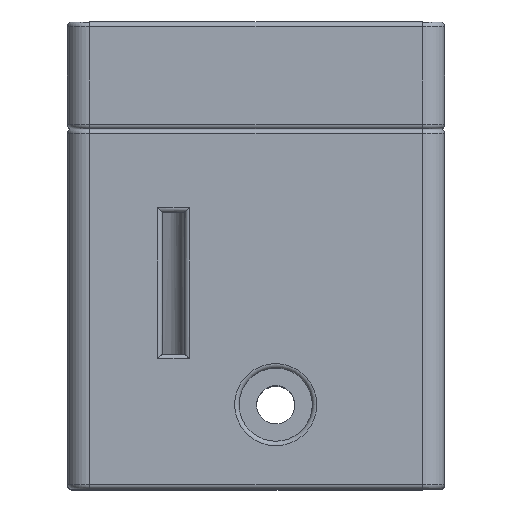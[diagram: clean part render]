
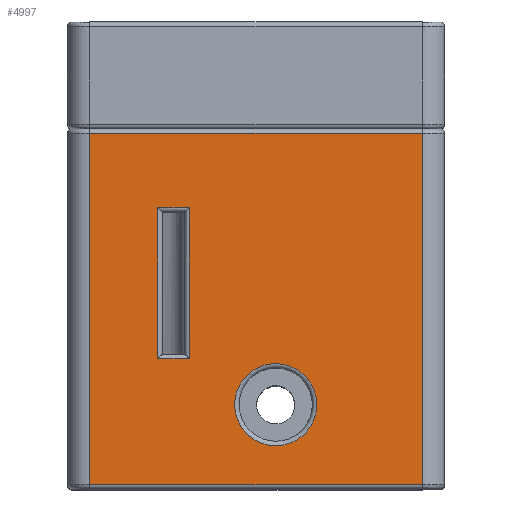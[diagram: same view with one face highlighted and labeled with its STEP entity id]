
A CAD part, top view. The second image highlights one B-rep face of the part: STEP entity #4997.
In plain terms, the highlighted planar face has unit normal (0, 0, 1).
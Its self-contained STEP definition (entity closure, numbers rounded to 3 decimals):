
#307=FACE_BOUND('',#1420,.T.);
#308=FACE_BOUND('',#1421,.T.);
#345=LINE('',#7881,#676);
#346=LINE('',#7883,#677);
#347=LINE('',#7885,#678);
#348=LINE('',#7886,#679);
#349=LINE('',#7889,#680);
#350=LINE('',#7891,#681);
#351=LINE('',#7893,#682);
#352=LINE('',#7894,#683);
#676=VECTOR('',#6113,10.);
#677=VECTOR('',#6114,10.);
#678=VECTOR('',#6115,10.);
#679=VECTOR('',#6116,10.);
#680=VECTOR('',#6117,10.);
#681=VECTOR('',#6118,10.);
#682=VECTOR('',#6119,10.);
#683=VECTOR('',#6120,10.);
#1002=PLANE('',#5365);
#1077=FACE_OUTER_BOUND('',#1419,.T.);
#1419=EDGE_LOOP('',(#3400,#3401,#3402,#3403));
#1420=EDGE_LOOP('',(#3404,#3405,#3406,#3407));
#1421=EDGE_LOOP('',(#3408));
#1793=CIRCLE('',#5361,3.65);
#2161=VERTEX_POINT('',#7871);
#2164=VERTEX_POINT('',#7879);
#2165=VERTEX_POINT('',#7880);
#2166=VERTEX_POINT('',#7882);
#2167=VERTEX_POINT('',#7884);
#2168=VERTEX_POINT('',#7887);
#2169=VERTEX_POINT('',#7888);
#2170=VERTEX_POINT('',#7890);
#2171=VERTEX_POINT('',#7892);
#2610=EDGE_CURVE('',#2161,#2161,#1793,.T.);
#2614=EDGE_CURVE('',#2164,#2165,#345,.T.);
#2615=EDGE_CURVE('',#2166,#2164,#346,.T.);
#2616=EDGE_CURVE('',#2167,#2166,#347,.T.);
#2617=EDGE_CURVE('',#2165,#2167,#348,.T.);
#2618=EDGE_CURVE('',#2168,#2169,#349,.T.);
#2619=EDGE_CURVE('',#2170,#2168,#350,.T.);
#2620=EDGE_CURVE('',#2171,#2170,#351,.T.);
#2621=EDGE_CURVE('',#2169,#2171,#352,.T.);
#3400=ORIENTED_EDGE('',*,*,#2614,.F.);
#3401=ORIENTED_EDGE('',*,*,#2615,.F.);
#3402=ORIENTED_EDGE('',*,*,#2616,.F.);
#3403=ORIENTED_EDGE('',*,*,#2617,.F.);
#3404=ORIENTED_EDGE('',*,*,#2618,.F.);
#3405=ORIENTED_EDGE('',*,*,#2619,.F.);
#3406=ORIENTED_EDGE('',*,*,#2620,.F.);
#3407=ORIENTED_EDGE('',*,*,#2621,.F.);
#3408=ORIENTED_EDGE('',*,*,#2610,.F.);
#4997=ADVANCED_FACE('',(#1077,#307,#308),#1002,.T.);
#5361=AXIS2_PLACEMENT_3D('',#7872,#6103,#6104);
#5365=AXIS2_PLACEMENT_3D('',#7878,#6111,#6112);
#6103=DIRECTION('center_axis',(0.,0.,1.));
#6104=DIRECTION('ref_axis',(-1.,0.,0.));
#6111=DIRECTION('center_axis',(0.,0.,1.));
#6112=DIRECTION('ref_axis',(1.,0.,0.));
#6113=DIRECTION('',(-1.,0.,0.));
#6114=DIRECTION('',(0.,-1.,0.));
#6115=DIRECTION('',(1.,0.,0.));
#6116=DIRECTION('',(0.,1.,0.));
#6117=DIRECTION('',(0.,-1.,0.));
#6118=DIRECTION('',(-1.,0.,0.));
#6119=DIRECTION('',(0.,1.,0.));
#6120=DIRECTION('',(1.,0.,0.));
#7871=CARTESIAN_POINT('',(3.65,7.5,23.));
#7872=CARTESIAN_POINT('Origin',(0.,7.5,23.));
#7878=CARTESIAN_POINT('Origin',(-18.5,0.,23.));
#7879=CARTESIAN_POINT('',(13.,0.4,23.));
#7880=CARTESIAN_POINT('',(-16.5,0.4,23.));
#7881=CARTESIAN_POINT('',(-10.125,0.4,23.));
#7882=CARTESIAN_POINT('',(13.,31.6,23.));
#7883=CARTESIAN_POINT('',(13.,0.,23.));
#7884=CARTESIAN_POINT('',(-16.5,31.6,23.));
#7885=CARTESIAN_POINT('',(-10.125,31.6,23.));
#7886=CARTESIAN_POINT('',(-16.5,0.,23.));
#7887=CARTESIAN_POINT('',(-10.48,25.,23.));
#7888=CARTESIAN_POINT('',(-10.48,11.6,23.));
#7889=CARTESIAN_POINT('',(-10.48,6.,23.));
#7890=CARTESIAN_POINT('',(-7.68,25.,23.));
#7891=CARTESIAN_POINT('',(-15.276,25.,23.));
#7892=CARTESIAN_POINT('',(-7.68,11.6,23.));
#7893=CARTESIAN_POINT('',(-7.68,6.,23.));
#7894=CARTESIAN_POINT('',(-15.276,11.6,23.));
